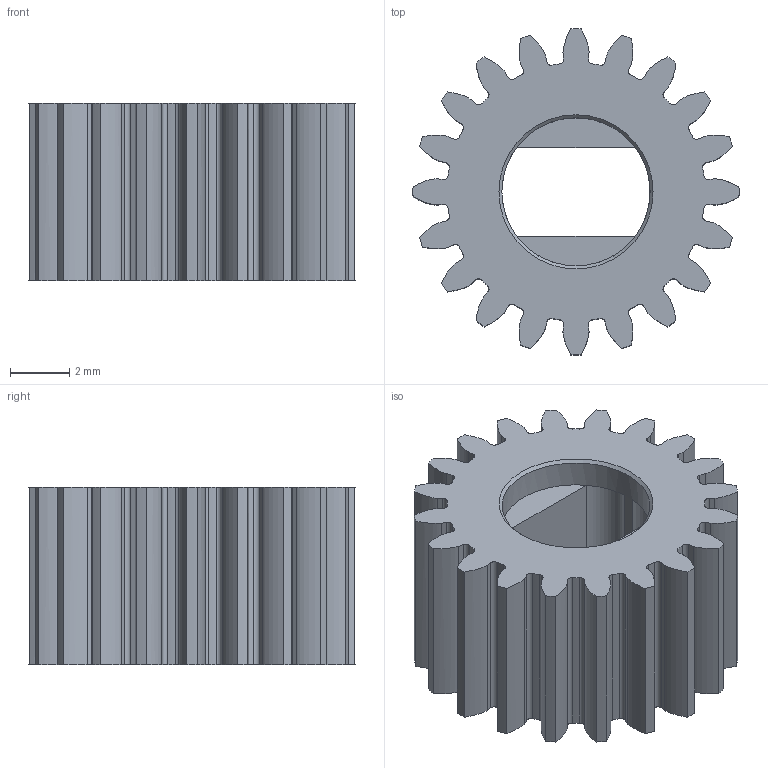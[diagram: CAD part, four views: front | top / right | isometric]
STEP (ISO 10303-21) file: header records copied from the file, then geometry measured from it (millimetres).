
FILE_DESCRIPTION(/* description */ (''),/* implementation_level */ '2;1');
FILE_NAME(/* name */ 'TC-MOD0.5-20T-SERVO-GEAR 1.5.step',/* time_stamp */ '2019-04-12T10:53:28+01:00',/* author */ ('gregY6MPL'),/* organization */ (''),/* preprocessor_version */ 'ST-DEVELOPER v18',/* originating_system */ 'Autodesk Translation Framework v8.2.0.1029',/* authorisation */ '');
FILE_SCHEMA (('AUTOMOTIVE_DESIGN { 1 0 10303 214 3 1 1 }'));
Length unit declared in the file: millimetre
Products named in the file (2): TC-MOD0.5-20T-SERVO-GEAR; Spur Gear (20 teeth)
Assembly tree (1 placements, depth 2):
  TC-MOD0.5-20T-SERVO-GEAR
    Spur Gear (20 teeth)
Bounding box: 11 x 11 x 6 mm (x, y, z)
Volume: 361.1 mm3; surface area: 605.6 mm2
Topology: 1 solids, 1 shells, 176 faces, 513 edges, 339 vertices
Faces by surface type: cylinder 85, plane 50, bspline 40, cone 1
Full cylindrical faces by diameter (mm): 5 x1
Entity records: 17401 total; most frequent: CARTESIAN_POINT 12911, ORIENTED_EDGE 1026, DIRECTION 890, EDGE_CURVE 513, VERTEX_POINT 339, AXIS2_PLACEMENT_3D 318, LINE 254, VECTOR 254
